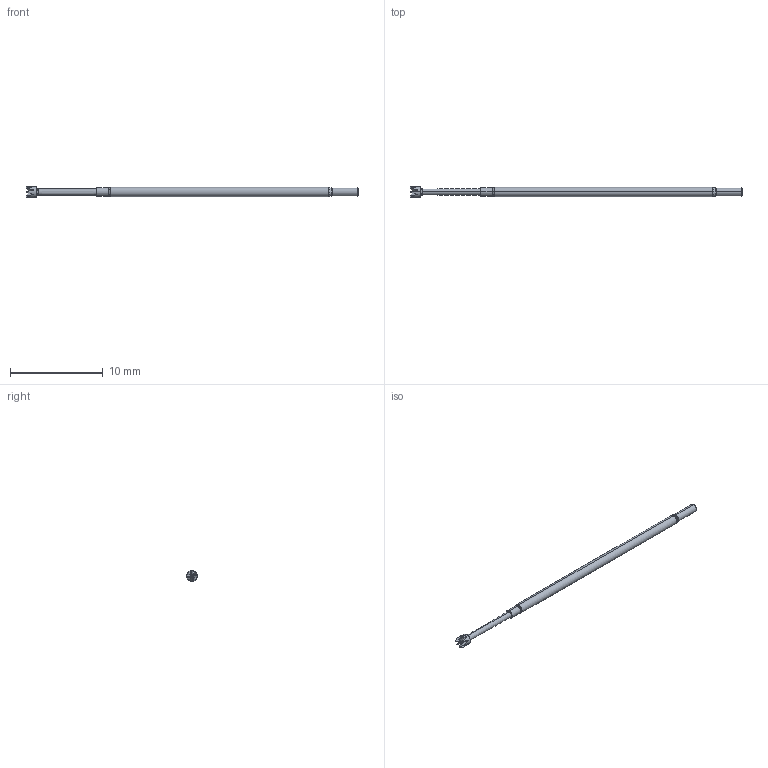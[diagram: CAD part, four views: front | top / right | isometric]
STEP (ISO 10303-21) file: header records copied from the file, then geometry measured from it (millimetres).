
FILE_DESCRIPTION (( 'STEP AP214' ), '1' );
FILE_NAME ('X50-PRP2558_.STEP', '2021-11-24T20:33:00', ( '' ), ( '' ), 'SwSTEP 2.0', 'SolidWorks 2020', '' );
FILE_SCHEMA (( 'AUTOMOTIVE_DESIGN' ));
Length unit declared in the file: inch
Products named in the file (1): X50-PRP2558_
Bounding box: 35.81 x 1.17 x 1.17 mm (x, y, z)
Volume: 25.2 mm3; surface area: 109.9 mm2
Topology: 1 solids, 1 shells, 71 faces, 166 edges, 98 vertices
Faces by surface type: bspline 24, cone 21, plane 10, cylinder 8, torus 8
Entity records: 6644 total; most frequent: CARTESIAN_POINT 4272, ORIENTED_EDGE 332, DIRECTION 231, EDGE_CURVE 166, AXIS2_PLACEMENT_3D 105, VERTEX_POINT 98, B_SPLINE_CURVE_WITH_KNOTS 88, LENGTH_MEASURE_WITH_UNIT 74
